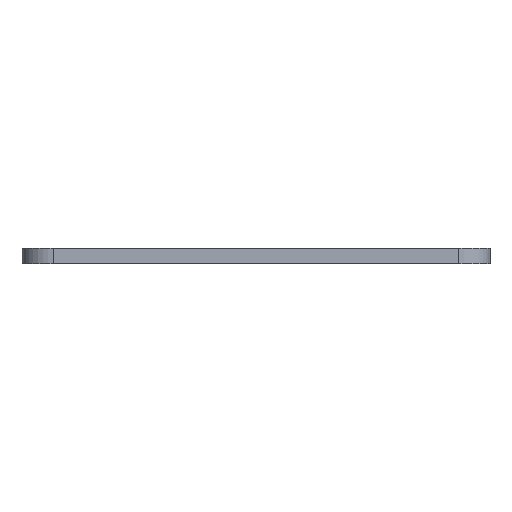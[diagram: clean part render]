
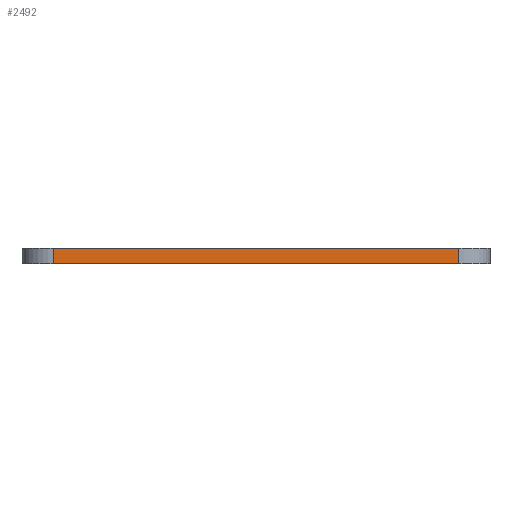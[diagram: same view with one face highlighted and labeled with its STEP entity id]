
A CAD part, left-side view. The second image highlights one B-rep face of the part: STEP entity #2492.
In plain terms, the highlighted planar face has unit normal (-1, 0, 0).
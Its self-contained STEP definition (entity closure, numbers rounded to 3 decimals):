
#106=FACE_OUTER_BOUND('',#234,.T.);
#234=EDGE_LOOP('',(#2061,#2062,#2063,#2064));
#346=LINE('',#3581,#650);
#437=LINE('',#3834,#741);
#538=LINE('',#4076,#842);
#539=LINE('',#4078,#843);
#650=VECTOR('',#2846,1000.);
#741=VECTOR('',#3009,1000.);
#842=VECTOR('',#3258,1000.);
#843=VECTOR('',#3261,1000.);
#1034=VERTEX_POINT('',#3578);
#1035=VERTEX_POINT('',#3580);
#1160=VERTEX_POINT('',#3831);
#1161=VERTEX_POINT('',#3833);
#1282=EDGE_CURVE('',#1034,#1035,#346,.T.);
#1408=EDGE_CURVE('',#1161,#1160,#437,.T.);
#1530=EDGE_CURVE('',#1034,#1161,#538,.T.);
#1531=EDGE_CURVE('',#1035,#1160,#539,.T.);
#2061=ORIENTED_EDGE('',*,*,#1408,.T.);
#2062=ORIENTED_EDGE('',*,*,#1531,.F.);
#2063=ORIENTED_EDGE('',*,*,#1282,.F.);
#2064=ORIENTED_EDGE('',*,*,#1530,.T.);
#2388=PLANE('',#2706);
#2492=ADVANCED_FACE('',(#106),#2388,.F.);
#2706=AXIS2_PLACEMENT_3D('',#4077,#3259,#3260);
#2846=DIRECTION('',(0.,-1.,0.));
#3009=DIRECTION('',(0.,-1.,0.));
#3258=DIRECTION('',(0.,0.,-1.));
#3259=DIRECTION('center_axis',(1.,0.,0.));
#3260=DIRECTION('ref_axis',(0.,0.,-1.));
#3261=DIRECTION('',(0.,0.,-1.));
#3578=CARTESIAN_POINT('',(1324.742,631.216,1.));
#3580=CARTESIAN_POINT('',(1324.742,605.216,1.));
#3581=CARTESIAN_POINT('',(1324.742,605.216,1.));
#3831=CARTESIAN_POINT('',(1324.742,605.216,0.));
#3833=CARTESIAN_POINT('',(1324.742,631.216,0.));
#3834=CARTESIAN_POINT('',(1324.742,605.216,0.));
#4076=CARTESIAN_POINT('',(1324.742,631.216,1000.));
#4077=CARTESIAN_POINT('Origin',(1324.742,605.216,1000.));
#4078=CARTESIAN_POINT('',(1324.742,605.216,1000.));
